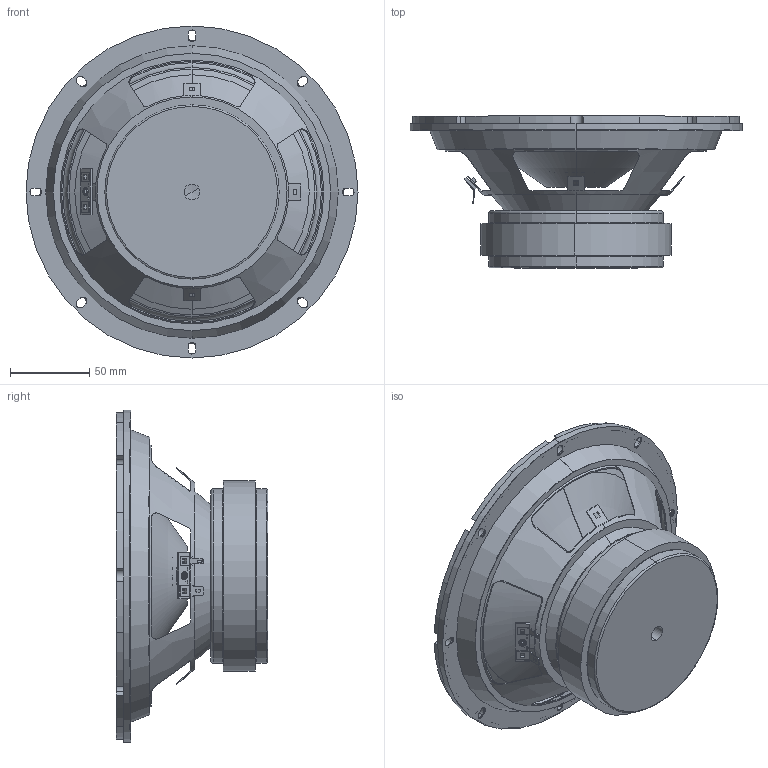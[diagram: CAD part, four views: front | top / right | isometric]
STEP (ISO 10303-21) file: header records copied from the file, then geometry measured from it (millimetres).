
FILE_DESCRIPTION (( 'STEP AP214' ), '1' );
FILE_NAME ('382 3D.STEP', '2023-04-20T05:30:08', ( '' ), ( '' ), 'SwSTEP 2.0', 'SolidWorks 2020', '' );
FILE_SCHEMA (( 'AUTOMOTIVE_DESIGN' ));
Length unit declared in the file: millimetre
Products named in the file (9): 382 3D; 120-magnet; 110-Plate; 382 DUST CAP; 110-t yoke; 047-102 terminal; 8inch-PP cone; 110-108 Gasket; 382-8inch Basket
Assembly tree (11 placements, depth 2):
  382 3D
    382-8inch Basket
    110-Plate
    110-t yoke
    120-magnet
    8inch-PP cone
    382 DUST CAP
    110-108 Gasket  x4
    047-102 terminal
Bounding box: 209.5 x 95.7 x 209.5 mm (x, y, z)
Volume: 450687.7 mm3; surface area: 263132.6 mm2
Topology: 16 solids, 16 shells, 465 faces, 1223 edges, 796 vertices
Faces by surface type: plane 224, cylinder 175, cone 28, torus 26, bspline 8, sphere 4
Entity records: 13950 total; most frequent: CARTESIAN_POINT 2906, DIRECTION 2197, ORIENTED_EDGE 2122, EDGE_CURVE 1061, AXIS2_PLACEMENT_3D 803, VERTEX_POINT 688, VECTOR 591, LINE 591
